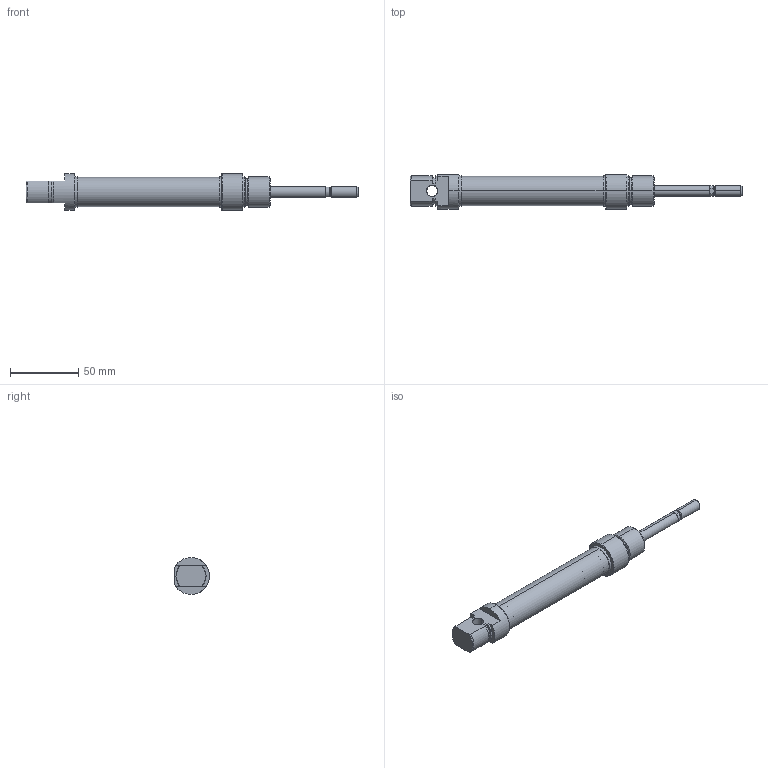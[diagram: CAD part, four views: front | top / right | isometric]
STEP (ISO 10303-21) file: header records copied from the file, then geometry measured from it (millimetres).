
FILE_DESCRIPTION (( 'STEP AP214' ), '1' );
FILE_NAME ('PME 20-40 CYLINDER.STEP', '2010-08-05T09:14:07', ( '' ), ( '' ), 'SwSTEP 2.0', 'SolidWorks 2010', '' );
FILE_SCHEMA (( 'AUTOMOTIVE_DESIGN' ));
Length unit declared in the file: millimetre
Products named in the file (5): 20  ARKA KAPAK; 20  Boru; 20  烰   KAPAK; 20  MÝller; PME  20-40  CYLINDER
Assembly tree (4 placements, depth 2):
  PME  20-40  CYLINDER
    20  ARKA KAPAK
    20  烰   KAPAK
    20  MÝller
    20  Boru
Bounding box: 242.5 x 25.5 x 27 mm (x, y, z)
Volume: 51866.2 mm3; surface area: 29951.5 mm2
Topology: 4 solids, 4 shells, 126 faces, 290 edges, 182 vertices
Faces by surface type: cylinder 49, cone 40, plane 37
Entity records: 4028 total; most frequent: CARTESIAN_POINT 783, DIRECTION 670, ORIENTED_EDGE 580, EDGE_CURVE 290, AXIS2_PLACEMENT_3D 277, VERTEX_POINT 182, CIRCLE 144, EDGE_LOOP 144
